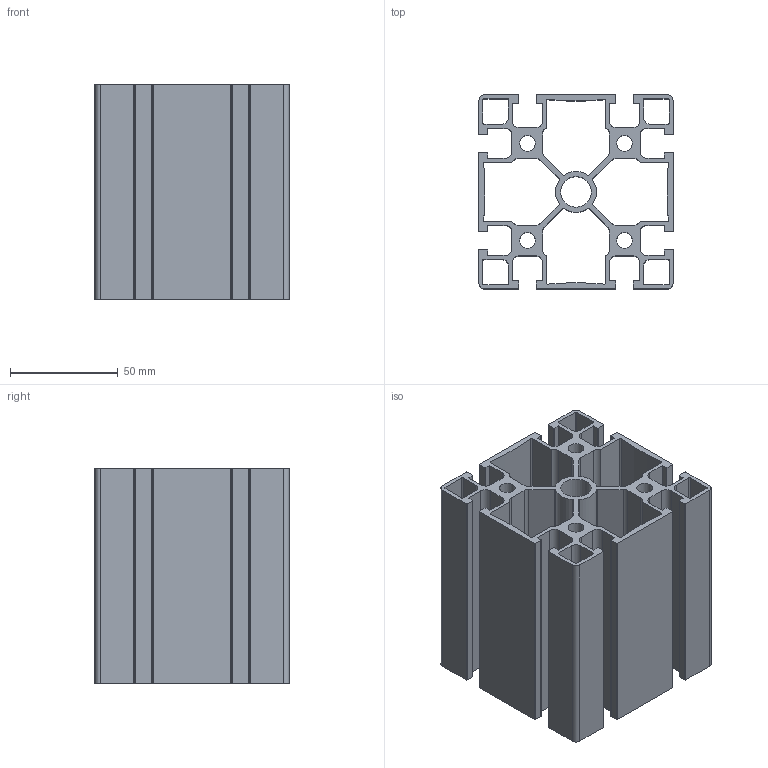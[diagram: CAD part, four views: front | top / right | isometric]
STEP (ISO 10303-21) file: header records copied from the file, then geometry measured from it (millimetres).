
FILE_DESCRIPTION(/* description */ ('PROF.90X90 8C P'),/* implementation_level */ '2;1');
FILE_NAME(/* name */ 'BPRDD0000223.stp',/* time_stamp */ '2018-03-27T17:25:19+02:00',/* author */ ('fzagni'),/* organization */ (''),/* preprocessor_version */ 'ST-DEVELOPER v16.1',/* originating_system */ 'Autodesk Inventor 2016',/* authorisation */ '');
FILE_SCHEMA (('AUTOMOTIVE_DESIGN { 1 0 10303 214 3 1 1 }'));
Length unit declared in the file: millimetre
Products named in the file (1): BPRDD0000223
Bounding box: 90 x 90 x 100 mm (x, y, z)
Volume: 202822.8 mm3; surface area: 150015.4 mm2
Topology: 1 solids, 1 shells, 223 faces, 663 edges, 442 vertices
Faces by surface type: cylinder 113, plane 110
Full cylindrical faces by diameter (mm): 7.3 x4, 14.2 x1
Entity records: 7594 total; most frequent: DIRECTION 1332, CARTESIAN_POINT 1324, ORIENTED_EDGE 1316, EDGE_CURVE 658, AXIS2_PLACEMENT_3D 450, VERTEX_POINT 442, LINE 432, VECTOR 432
